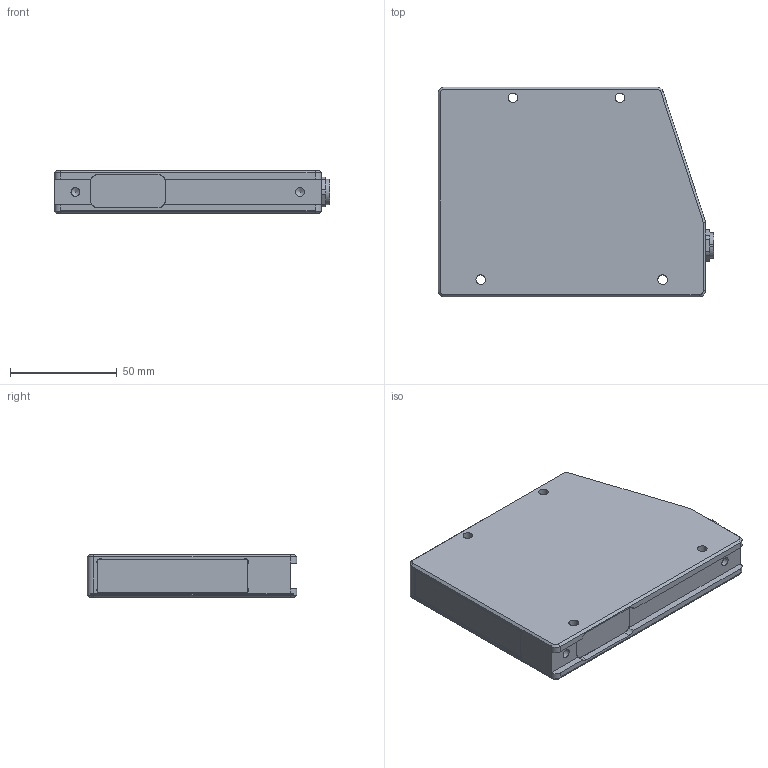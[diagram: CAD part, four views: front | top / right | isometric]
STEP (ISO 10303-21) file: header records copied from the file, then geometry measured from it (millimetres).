
FILE_DESCRIPTION(/* description */ (''),/* implementation_level */ '2;1');
FILE_NAME(/* name */ 'ipf_z3d_PS500040.stp',/* time_stamp */ '2017-04-26T10:00:57+02:00',/* author */ ('gelzhaeuser'),/* organization */ (''),/* preprocessor_version */ 'ST-DEVELOPER v15.2',/* originating_system */ 'Autodesk Inventor 2014',/* authorisation */ '');
FILE_SCHEMA (('AUTOMOTIVE_DESIGN { 1 0 10303 214 3 1 1 }'));
Length unit declared in the file: millimetre
Products named in the file (1): PS500040
Bounding box: 129 x 98 x 20 mm (x, y, z)
Volume: 225022.5 mm3; surface area: 36951.9 mm2
Topology: 1 solids, 12 shells, 329 faces, 855 edges, 565 vertices
Faces by surface type: plane 172, cylinder 127, cone 30
Full cylindrical faces by diameter (mm): 1 x4, 2.013 x3, 2.5 x4, 2.9 x4, 4.134 x2, 4.5 x4, 5 x4, 5.5 x4, 5.7 x4, 7 x1, 9 x1
Entity records: 10155 total; most frequent: CARTESIAN_POINT 2486, ORIENTED_EDGE 1548, DIRECTION 1544, EDGE_CURVE 774, AXIS2_PLACEMENT_3D 561, VERTEX_POINT 540, LINE 422, VECTOR 422
